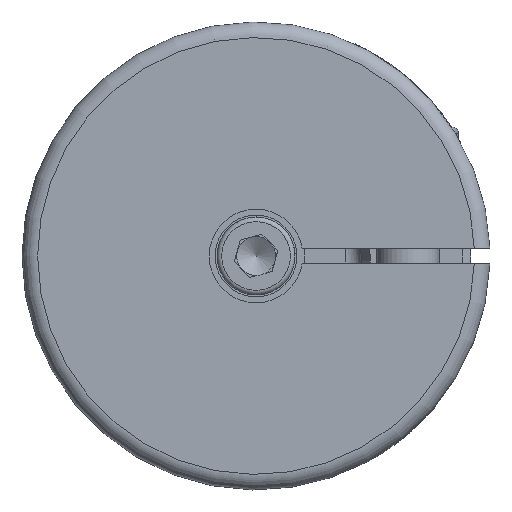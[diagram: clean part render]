
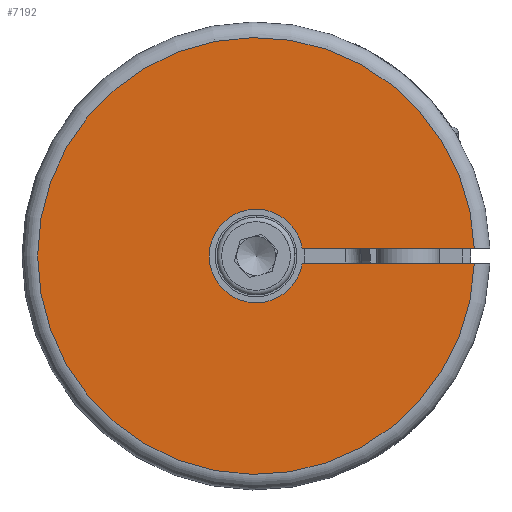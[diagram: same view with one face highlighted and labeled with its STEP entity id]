
A CAD part, left-side view. The second image highlights one B-rep face of the part: STEP entity #7192.
In plain terms, the highlighted planar face has unit normal (-1, 0, 0).
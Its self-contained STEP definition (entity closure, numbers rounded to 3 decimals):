
#96=LINE('',#10418,#597);
#149=LINE('',#10877,#650);
#597=VECTOR('',#8412,1000.);
#650=VECTOR('',#8603,1000.);
#1182=PLANE('',#7715);
#1450=CIRCLE('',#7588,28.);
#1536=CIRCLE('',#7716,6.);
#2093=ORIENTED_EDGE('',*,*,#4064,.T.);
#2094=ORIENTED_EDGE('',*,*,#4006,.T.);
#2095=ORIENTED_EDGE('',*,*,#4215,.T.);
#2096=ORIENTED_EDGE('',*,*,#4216,.F.);
#4006=EDGE_CURVE('',#5116,#5118,#1450,.T.);
#4064=EDGE_CURVE('',#5159,#5116,#96,.T.);
#4215=EDGE_CURVE('',#5118,#5278,#149,.T.);
#4216=EDGE_CURVE('',#5159,#5278,#1536,.T.);
#5116=VERTEX_POINT('',#10202);
#5118=VERTEX_POINT('',#10210);
#5159=VERTEX_POINT('',#10419);
#5278=VERTEX_POINT('',#10878);
#6178=EDGE_LOOP('',(#2093,#2094,#2095,#2096));
#6685=FACE_BOUND('',#6178,.T.);
#7192=ADVANCED_FACE('',(#6685),#1182,.T.);
#7588=AXIS2_PLACEMENT_3D('',#10211,#8292,#8293);
#7715=AXIS2_PLACEMENT_3D('',#10876,#8601,#8602);
#7716=AXIS2_PLACEMENT_3D('',#10879,#8604,#8605);
#8292=DIRECTION('',(-1.,0.,0.));
#8293=DIRECTION('',(0.,0.,1.));
#8412=DIRECTION('',(0.,-1.,0.));
#8601=DIRECTION('',(-1.,0.,0.));
#8602=DIRECTION('',(0.,0.,1.));
#8603=DIRECTION('',(0.,1.,0.));
#8604=DIRECTION('',(-1.,0.,0.));
#8605=DIRECTION('',(0.,0.,1.));
#10202=CARTESIAN_POINT('',(0.,-27.982,1.));
#10210=CARTESIAN_POINT('',(0.,-27.982,-1.));
#10211=CARTESIAN_POINT('',(0.,0.,0.));
#10418=CARTESIAN_POINT('',(0.,-5.916,1.));
#10419=CARTESIAN_POINT('',(0.,-5.916,1.));
#10876=CARTESIAN_POINT('',(0.,0.,6.));
#10877=CARTESIAN_POINT('',(0.,-29.983,-1.));
#10878=CARTESIAN_POINT('',(0.,-5.916,-1.));
#10879=CARTESIAN_POINT('',(0.,0.,0.));
